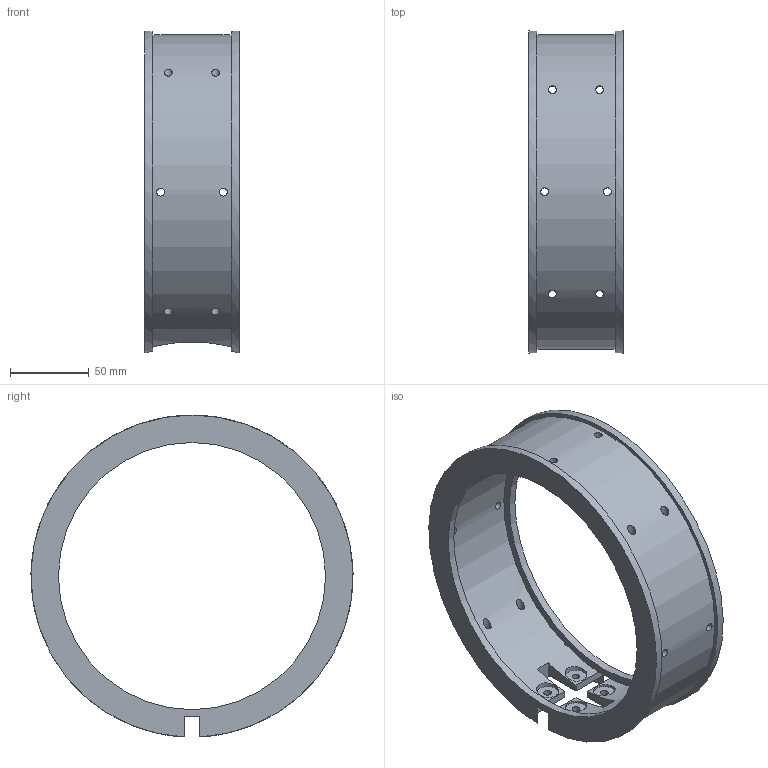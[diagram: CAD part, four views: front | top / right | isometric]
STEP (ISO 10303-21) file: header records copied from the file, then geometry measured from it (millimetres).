
FILE_DESCRIPTION((''),'2;1');
FILE_NAME('Rotor.stp','2013-01-27T21:08:46',('Lukas'),(''),'Autodesk Inventor 2013','Autodesk Inventor 2013','');
FILE_SCHEMA(('AUTOMOTIVE_DESIGN { 1 0 10303 214 1 1 1 1 }'));
Length unit declared in the file: millimetre
Products named in the file (1): Rotorkopf
Bounding box: 60 x 204.94 x 204.88 mm (x, y, z)
Volume: 377775.1 mm3; surface area: 102648.8 mm2
Topology: 1 solids, 1 shells, 56 faces, 165 edges, 116 vertices
Faces by surface type: cylinder 31, plane 25
Full cylindrical faces by diameter (mm): 5 x18, 14 x4, 170 x2
Entity records: 2872 total; most frequent: CARTESIAN_POINT 1476, ORIENTED_EDGE 256, DIRECTION 234, EDGE_CURVE 128, EDGE_LOOP 124, VERTEX_POINT 102, AXIS2_PLACEMENT_3D 92, FACE_BOUND 68
